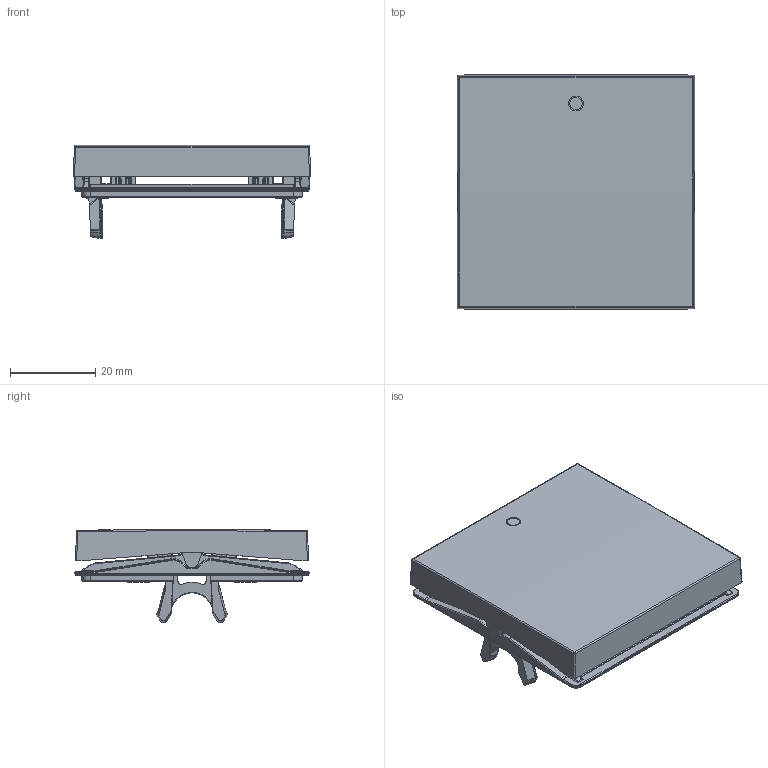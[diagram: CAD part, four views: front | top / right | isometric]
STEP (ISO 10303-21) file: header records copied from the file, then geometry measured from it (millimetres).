
FILE_DESCRIPTION((''),'2;1');
FILE_NAME('WAW1014_GEN_ASM','2025-03-12T16:08:40',('colosir'),(''),'CREO PARAMETRIC BY PTC INC, 2023154','CREO PARAMETRIC BY PTC INC, 2023154','');
FILE_SCHEMA(('AUTOMOTIVE_DESIGN { 1 0 10303 214 1 1 1 1 }'));
Length unit declared in the file: millimetre
Products named in the file (4): W4G0186_18; W1D1222_GEN; W3A0342_GEN; WAW1014_GEN_ASM
Assembly tree (3 placements, depth 2):
  WAW1014_GEN_ASM
    W4G0186_18
    W1D1222_GEN
    W3A0342_GEN
Bounding box: 55.6 x 54.8 x 21.81 mm (x, y, z)
Volume: 12949 mm3; surface area: 13912 mm2
Topology: 2 solids, 3 shells, 2926 faces, 7713 edges, 4870 vertices
Faces by surface type: plane 1672, cylinder 482, bspline 368, extrusion 174, torus 92, sphere 72, cone 66
Entity records: 110163 total; most frequent: CARTESIAN_POINT 41196, ORIENTED_EDGE 15374, DIRECTION 12415, EDGE_CURVE 7689, VECTOR 5509, LINE 5335, VERTEX_POINT 4870, AXIS2_PLACEMENT_3D 3453
